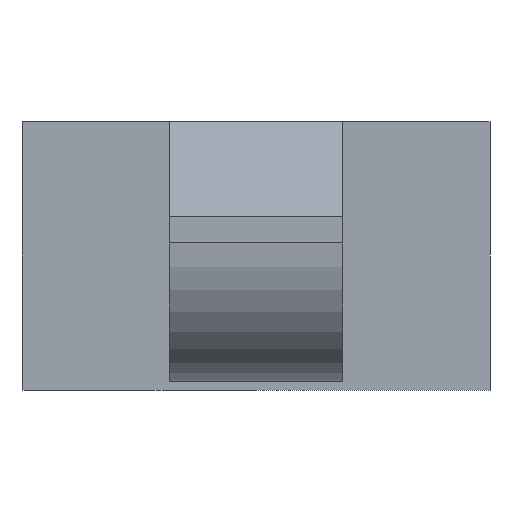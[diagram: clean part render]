
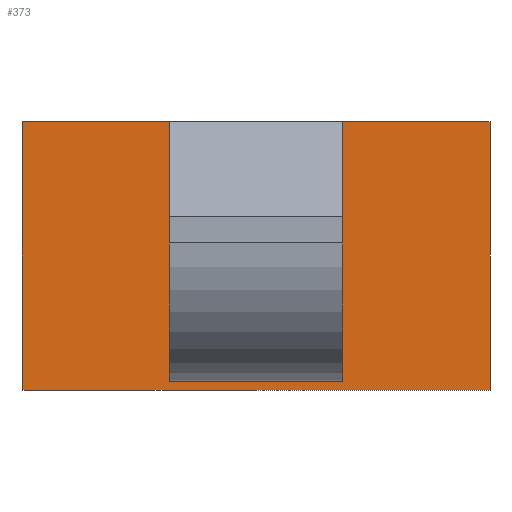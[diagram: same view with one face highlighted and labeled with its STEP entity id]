
A CAD part, front view. The second image highlights one B-rep face of the part: STEP entity #373.
In plain terms, the highlighted planar face has unit normal (0, -1, 0).
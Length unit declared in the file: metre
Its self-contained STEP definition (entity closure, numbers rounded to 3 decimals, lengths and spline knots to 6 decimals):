
#28=ORIENTED_EDGE('',*,*,#128,.T.);
#29=ORIENTED_EDGE('',*,*,#129,.T.);
#30=ORIENTED_EDGE('',*,*,#130,.F.);
#31=ORIENTED_EDGE('',*,*,#131,.T.);
#32=ORIENTED_EDGE('',*,*,#132,.T.);
#33=ORIENTED_EDGE('',*,*,#133,.F.);
#34=ORIENTED_EDGE('',*,*,#134,.F.);
#35=ORIENTED_EDGE('',*,*,#135,.F.);
#128=EDGE_CURVE('',#178,#179,#214,.T.);
#129=EDGE_CURVE('',#179,#180,#215,.T.);
#130=EDGE_CURVE('',#181,#180,#216,.T.);
#131=EDGE_CURVE('',#181,#182,#217,.T.);
#132=EDGE_CURVE('',#182,#183,#218,.T.);
#133=EDGE_CURVE('',#184,#183,#219,.T.);
#134=EDGE_CURVE('',#185,#184,#220,.T.);
#135=EDGE_CURVE('',#178,#185,#221,.T.);
#178=VERTEX_POINT('',#545);
#179=VERTEX_POINT('',#546);
#180=VERTEX_POINT('',#548);
#181=VERTEX_POINT('',#550);
#182=VERTEX_POINT('',#552);
#183=VERTEX_POINT('',#554);
#184=VERTEX_POINT('',#556);
#185=VERTEX_POINT('',#558);
#214=LINE('',#544,#254);
#215=LINE('',#547,#255);
#216=LINE('',#549,#256);
#217=LINE('',#551,#257);
#218=LINE('',#553,#258);
#219=LINE('',#555,#259);
#220=LINE('',#557,#260);
#221=LINE('',#559,#261);
#254=VECTOR('',#442,1.);
#255=VECTOR('',#443,1.);
#256=VECTOR('',#444,1.);
#257=VECTOR('',#445,1.);
#258=VECTOR('',#446,1.);
#259=VECTOR('',#447,1.);
#260=VECTOR('',#448,1.);
#261=VECTOR('',#449,1.);
#294=EDGE_LOOP('',(#28,#29,#30,#31,#32,#33,#34,#35));
#326=FACE_BOUND('',#294,.T.);
#358=PLANE('',#407);
#373=ADVANCED_FACE('',(#326),#358,.T.);
#407=AXIS2_PLACEMENT_3D('',#543,#440,#441);
#440=DIRECTION('',(0.,-1.,0.));
#441=DIRECTION('',(1.,0.,0.));
#442=DIRECTION('',(-1.,0.,0.));
#443=DIRECTION('',(0.,0.,1.));
#444=DIRECTION('',(1.,0.,0.));
#445=DIRECTION('',(0.,0.,-1.));
#446=DIRECTION('',(1.,0.,0.));
#447=DIRECTION('',(0.,0.,-1.));
#448=DIRECTION('',(1.,0.,0.));
#449=DIRECTION('',(0.,0.,1.));
#543=CARTESIAN_POINT('',(0.012,-0.0015,-0.00325));
#544=CARTESIAN_POINT('',(0.012,-0.0015,-0.0075));
#545=CARTESIAN_POINT('',(0.017,-0.0015,-0.0075));
#546=CARTESIAN_POINT('',(0.007,-0.0015,-0.0075));
#547=CARTESIAN_POINT('',(0.007,-0.0015,-0.00325));
#548=CARTESIAN_POINT('',(0.007,-0.0015,0.0075));
#549=CARTESIAN_POINT('',(0.012,-0.0015,0.0075));
#550=CARTESIAN_POINT('',(-0.0015,-0.0015,0.0075));
#551=CARTESIAN_POINT('',(-0.0015,-0.0015,-0.00325));
#552=CARTESIAN_POINT('',(-0.0015,-0.0015,-0.008));
#553=CARTESIAN_POINT('',(0.012,-0.0015,-0.008));
#554=CARTESIAN_POINT('',(0.0255,-0.0015,-0.008));
#555=CARTESIAN_POINT('',(0.0255,-0.0015,-0.00325));
#556=CARTESIAN_POINT('',(0.0255,-0.0015,0.0075));
#557=CARTESIAN_POINT('',(0.012,-0.0015,0.0075));
#558=CARTESIAN_POINT('',(0.017,-0.0015,0.0075));
#559=CARTESIAN_POINT('',(0.017,-0.0015,-0.00325));
